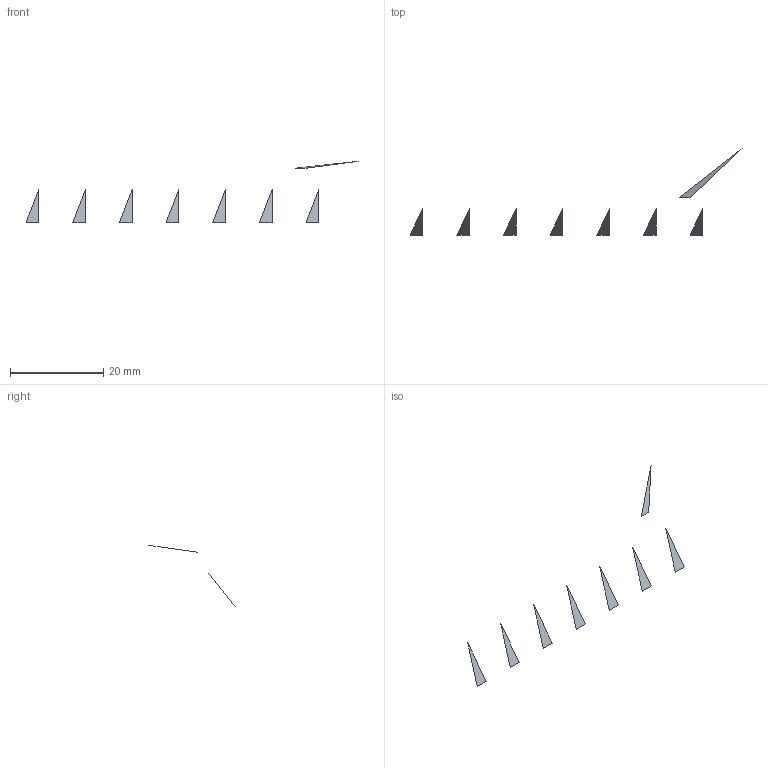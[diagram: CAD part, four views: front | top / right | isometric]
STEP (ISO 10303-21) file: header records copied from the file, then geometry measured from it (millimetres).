
FILE_DESCRIPTION(('STEP AP214'),'1');
FILE_NAME('k0q8tlbn6r20.stp','2021-11-10T06:16:22',(' '),(' '),'Spatial InterOp 3D',' ',' ');
FILE_SCHEMA(('automotive_design'));
Length unit declared in the file: metre
Products named in the file (1): Root
Bounding box: 71.14 x 18.48 x 13.14 mm (x, y, z)
Surface area: 0 mm2 (no closed solid volume)
Topology: 0 solids, 1932 shells, 1932 faces, 2459 edges, 2459 vertices
Faces by surface type: plane 1932
Entity records: 69576 total; most frequent: DIRECTION 9662, CARTESIAN_POINT 5797, VERTEX_POINT 5796, ORIENTED_EDGE 5796, EDGE_CURVE 5796, LINE 5796, VECTOR 5796, AXIS2_PLACEMENT_3D 1933
